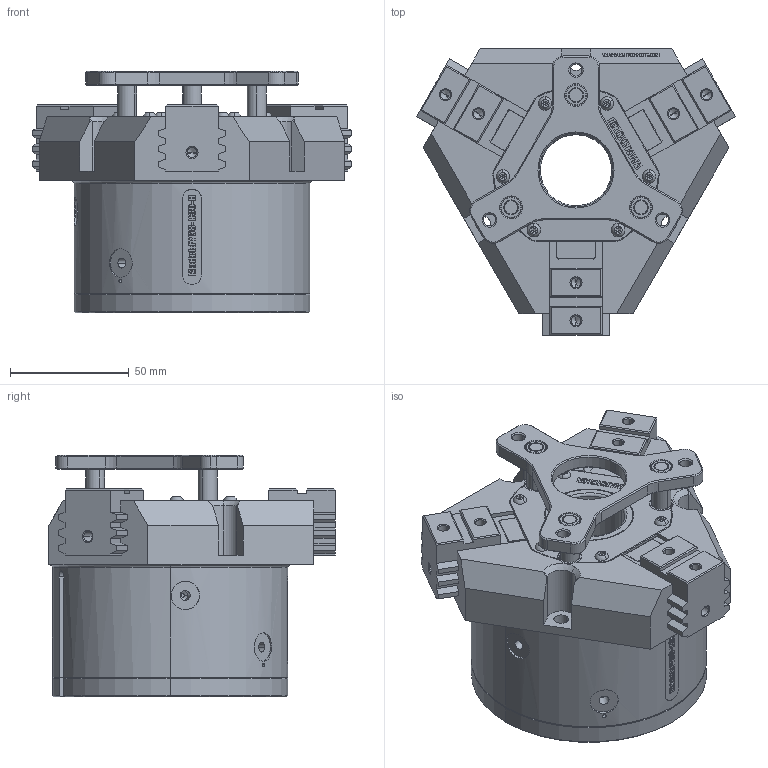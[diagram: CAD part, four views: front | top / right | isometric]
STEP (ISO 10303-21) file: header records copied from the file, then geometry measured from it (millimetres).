
FILE_DESCRIPTION (( 'STEP AP203' ), '1' );
FILE_NAME ('中空型三爪-D30.STEP', '2018-07-31T05:11:37', ( 'User' ), ( 'Microsoft' ), 'SwSTEP 2.0', 'SolidWorks 2015', '' );
FILE_SCHEMA (( 'CONFIG_CONTROL_DESIGN' ));
Length unit declared in the file: millimetre
Products named in the file (17): 中空型三爪后盖-D30; 迠蹋啣蹟隊; LOGOﾅﾆ; 中空型三爪驱动杆-D30 ; hexagon socket head cap screws gb_GB_FASTENER_SCREWS_HSHCS M4X16-N; 中空型三爪芯管-D30; 中空型三爪驱动套-D30; 倰瘍梓齪; 中空型三爪主体-; 中空型三爪-D30; 笢諾迠蹋啣-H30; 中空型三爪滑块-D30; 迠蹋啣傍杶; 中空型三爪前盖板-D30; 迠蹋啣粟銅D55; hexagon socket button head screws gb_GB_SOCKET_TYPE7 M3X6-N; 迠蹋啣絳翐
Assembly tree (36 placements, depth 2):
  中空型三爪-D30
    中空型三爪芯管-D30
    中空型三爪主体-
    中空型三爪滑块-D30  x3
    中空型三爪前盖板-D30
    hexagon socket button head screws gb_GB_SOCKET_TYPE7 M3X6-N  x6
    中空型三爪后盖-D30
    hexagon socket head cap screws gb_GB_FASTENER_SCREWS_HSHCS M4X16-N  x6
    倰瘍梓齪
    笢諾迠蹋啣-H30
    迠蹋啣傍杶  x3
    迠蹋啣粟銅D55  x3
    迠蹋啣絳翐  x3
    迠蹋啣蹟隊  x3
    LOGOﾅﾆ
    中空型三爪驱动杆-D30 
    中空型三爪驱动套-D30
Bounding box: 134.16 x 120.38 x 101.74 mm (x, y, z)
Volume: 485457.5 mm3; surface area: 186051.8 mm2
Topology: 36 solids, 36 shells, 2461 faces, 6058 edges, 3779 vertices
Faces by surface type: plane 1233, cylinder 478, cone 353, bspline 229, torus 156, sphere 12
Entity records: 75652 total; most frequent: CARTESIAN_POINT 27590, ORIENTED_EDGE 9740, DIRECTION 8964, EDGE_CURVE 4870, VERTEX_POINT 3093, LINE 3084, VECTOR 3084, AXIS2_PLACEMENT_3D 2940
